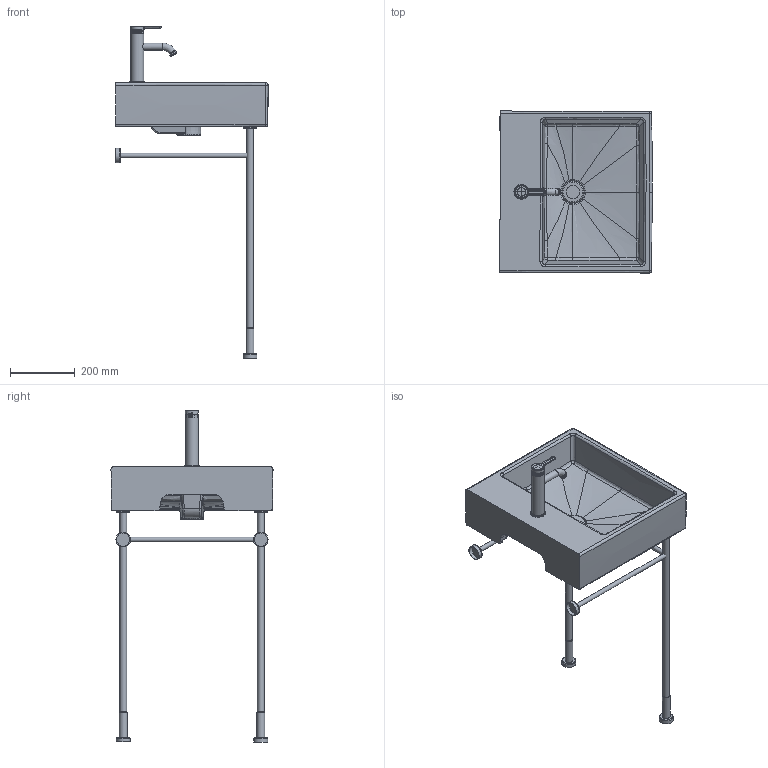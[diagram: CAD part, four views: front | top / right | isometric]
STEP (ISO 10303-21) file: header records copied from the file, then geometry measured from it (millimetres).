
FILE_DESCRIPTION((''),'2;1');
FILE_NAME('235050_003065.stp','2017-07-04T20:37:19',('Administrator'),(''),'Autodesk Inventor 2011','Autodesk Inventor 2011','');
FILE_SCHEMA(('CONFIG_CONTROL_DESIGN'));
Length unit declared in the file: millimetre
Products named in the file (16): 235050_003065; 235050; Kelch_Stopfen VERO AIR Bgr; Armatur C1 WT; 509115_ASM; 615832; 615833; 636748; 615729; 615737; Chromgestell 003065; Rohr stehend 715; Rohr quer 425; Rohr Wand; Rosette Wand
Assembly tree (18 placements, depth 5):
  235050_003065
    235050
      235050
      Kelch_Stopfen VERO AIR Bgr
      Armatur C1 WT
        509115_ASM
          615832
          615833
        636748
        615729
        615737
    Chromgestell 003065
      Rohr stehend 715  x2
      Rohr quer 425
      Rohr Wand  x2
      Rosette Wand  x2
Bounding box: 470.65 x 500.45 x 1025.45 mm (x, y, z)
Volume: 11916587.1 mm3; surface area: 1210511.5 mm2
Topology: 15 solids, 18 shells, 568 faces, 1264 edges, 741 vertices
Faces by surface type: bspline 254, cylinder 124, plane 115, torus 42, cone 17, sphere 16
Full cylindrical faces by diameter (mm): 6 x1, 12 x2, 14 x3, 15 x2, 16 x1, 16.5 x2, 17.3 x1, 17.55 x1, 18.5 x2, 18.75 x1, 21 x2, 22 x2, 24 x2, 25 x1, 27.189 x1, 30.452 x1, 34 x1, 34.5 x1, 35 x1, 35.4 x1, 35.5 x1, 36.324 x1, 36.9 x4, 37.3 x1, 37.6 x1, 40 x2, 41 x4, 42.5 x1, 42.668 x1, 43 x2
Entity records: 47656 total; most frequent: CARTESIAN_POINT 36140, ORIENTED_EDGE 2262, DIRECTION 1898, EDGE_CURVE 1131, AXIS2_PLACEMENT_3D 839, VERTEX_POINT 706, EDGE_LOOP 661, FACE_OUTER_BOUND 548
